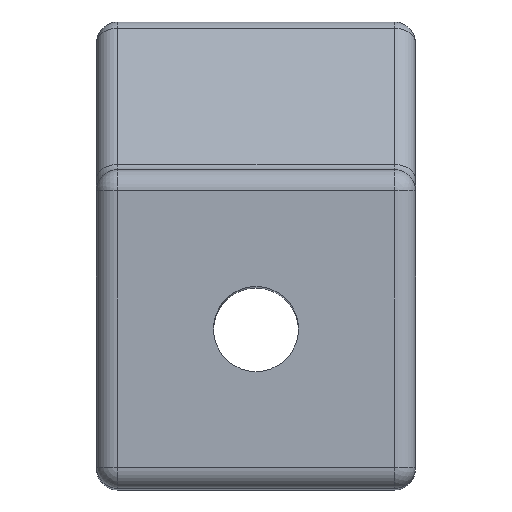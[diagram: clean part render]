
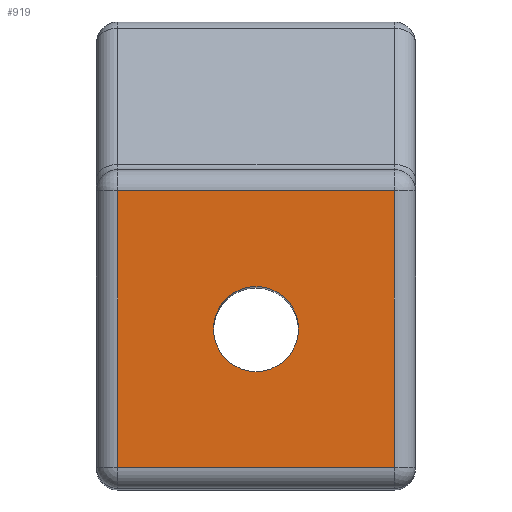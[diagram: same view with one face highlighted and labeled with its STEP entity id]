
A CAD part, top view. The second image highlights one B-rep face of the part: STEP entity #919.
In plain terms, the highlighted planar face has unit normal (0, 0, 1).
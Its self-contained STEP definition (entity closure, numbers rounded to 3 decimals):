
#17=FACE_BOUND('',#318,.T.);
#28=PLANE('',#1065);
#69=LINE('',#1609,#130);
#73=LINE('',#1622,#134);
#75=LINE('',#1625,#136);
#77=LINE('',#1628,#138);
#130=VECTOR('',#1328,10.);
#134=VECTOR('',#1344,10.);
#136=VECTOR('',#1348,10.);
#138=VECTOR('',#1352,10.);
#251=FACE_OUTER_BOUND('',#317,.T.);
#317=EDGE_LOOP('',(#831,#832,#833,#834));
#318=EDGE_LOOP('',(#835));
#350=CIRCLE('',#992,2.);
#422=VERTEX_POINT('',#1513);
#444=VERTEX_POINT('',#1570);
#449=VERTEX_POINT('',#1590);
#452=VERTEX_POINT('',#1600);
#455=VERTEX_POINT('',#1613);
#515=EDGE_CURVE('',#422,#422,#350,.T.);
#560=EDGE_CURVE('',#444,#452,#69,.T.);
#567=EDGE_CURVE('',#452,#455,#73,.T.);
#569=EDGE_CURVE('',#455,#449,#75,.T.);
#571=EDGE_CURVE('',#449,#444,#77,.T.);
#831=ORIENTED_EDGE('',*,*,#560,.F.);
#832=ORIENTED_EDGE('',*,*,#571,.F.);
#833=ORIENTED_EDGE('',*,*,#569,.F.);
#834=ORIENTED_EDGE('',*,*,#567,.F.);
#835=ORIENTED_EDGE('',*,*,#515,.T.);
#919=ADVANCED_FACE('',(#251,#17),#28,.T.);
#992=AXIS2_PLACEMENT_3D('',#1515,#1211,#1212);
#1065=AXIS2_PLACEMENT_3D('',#1654,#1389,#1390);
#1211=DIRECTION('center_axis',(0.,0.,-1.));
#1212=DIRECTION('ref_axis',(1.,0.,0.));
#1328=DIRECTION('',(1.,0.,0.));
#1344=DIRECTION('',(0.,-1.,0.));
#1348=DIRECTION('',(-1.,0.,0.));
#1352=DIRECTION('',(0.,1.,0.));
#1389=DIRECTION('center_axis',(0.,0.,1.));
#1390=DIRECTION('ref_axis',(1.,0.,0.));
#1513=CARTESIAN_POINT('',(-2.,0.,40.));
#1515=CARTESIAN_POINT('Origin',(0.,0.,40.));
#1570=CARTESIAN_POINT('',(-6.5,6.5,40.));
#1590=CARTESIAN_POINT('',(-6.5,-6.5,40.));
#1600=CARTESIAN_POINT('',(6.5,6.5,40.));
#1609=CARTESIAN_POINT('',(3.75,6.5,40.));
#1613=CARTESIAN_POINT('',(6.5,-6.5,40.));
#1622=CARTESIAN_POINT('',(6.5,-3.75,40.));
#1625=CARTESIAN_POINT('',(-3.75,-6.5,40.));
#1628=CARTESIAN_POINT('',(-6.5,7.25,40.));
#1654=CARTESIAN_POINT('Origin',(0.,0.,40.));
